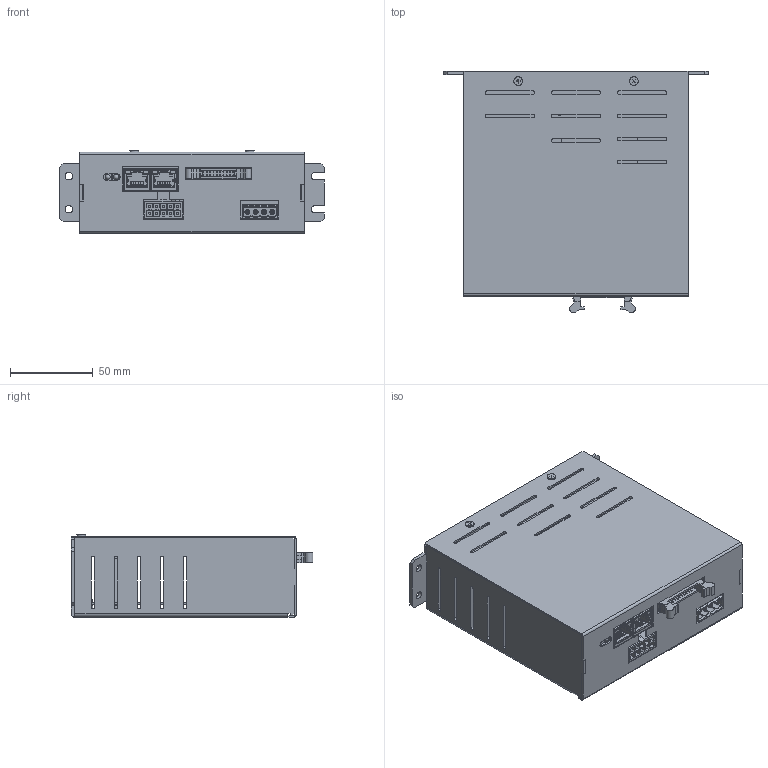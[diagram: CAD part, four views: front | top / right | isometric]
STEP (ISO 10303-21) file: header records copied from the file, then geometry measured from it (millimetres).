
FILE_DESCRIPTION( ( '' ), '1' );
FILE_NAME( 'DPE-XXX-2.stp', '2022-01-28T07:26:05', ( 'Dimamotor' ), ( 'Dimamotor' ), 'PSStep 17.0.49', ' ', ' ' );
FILE_SCHEMA( ( 'AUTOMOTIVE_DESIGN { 1 0 10303 214 1 1 1 1 }' ) );
Length unit declared in the file: millimetre
Products named in the file (47): 牛角20P-P2; 短耳; DPE_CN-750-2; PCB_CN_VerA; LED含座-G_AL-33-1R; LED含座-紅_AL-33-1R;     MSBR; 可變電阻; MEAA-D13-42; MEAA-D13-41; M3鉚釘-5.5高; PCB_P_T1; PCB_電源_T1; 4.2 mmHeaders-10P; PRT0001; IC_ikcm20l60gd; Assem1; M3X5半圓頭; M3x4L平頭; M3x30L_銅柱; MEAA-U18-16-Pop
Assembly tree (83 placements, depth 4):
  Assem1
    M3X5半圓頭  x4
    M3x4L平頭  x2
    M3x30L_銅柱  x4
    MEAA-U18-16-Pop
    MEAA-D13-42
      MEAA-D13-41
      M3鉚釘-5.5高  x5
    PCB_P_T1
      PCB_電源_T1
      4.2 mmHeaders-10P
      PRT0001
      IC_ikcm20l60gd
      IC_ikcm20l60gd
    DPE_CN-750-2
      PCB_CN_VerA
      LED含座-G_AL-33-1R
      LED含座-紅_AL-33-1R
          MSBR  x2
          MSBR  x2
          MSBR  x2
          MSBR  x2
          MSBR  x2
          MSBR  x2
          MSBR  x2
          MSBR  x2
          MSBR  x2
          MSBR  x2
          MSBR  x2
          MSBR  x2
          MSBR  x2
          MSBR  x2
          MSBR  x2
          MSBR  x2
          MSBR  x2
          MSBR  x2
          MSBR  x2
          MSBR  x2
          MSBR  x2
          MSBR  x2
          MSBR  x2
          MSBR  x2
          MSBR  x2
      可變電阻
      牛角20P-P2
        牛角20P-P2
        短耳  x2
Bounding box: 160 x 146.18 x 49.9 mm (x, y, z)
Volume: 158236 mm3; surface area: 212077.7 mm2
Topology: 79 solids, 79 shells, 2926 faces, 7800 edges, 5147 vertices
Faces by surface type: plane 2337, cylinder 479, cone 47, bspline 43, torus 18, sphere 2
Full cylindrical faces by diameter (mm): 0.6 x3, 0.644 x1, 0.7 x4, 0.827 x1, 1 x4, 1.2 x25, 1.5 x10, 1.6 x8, 2 x5, 2.459 x5, 2.5 x4, 3 x18, 3.39 x1, 3.4 x1, 3.5 x9, 4 x7, 4.2 x10, 4.5 x2, 5 x4, 5.35 x2, 6 x5, 9 x2
Entity records: 96657 total; most frequent: CARTESIAN_POINT 26915, ORIENTED_EDGE 8778, DIRECTION 8614, EDGE_CURVE 4389, PRESENTATION_STYLE_ASSIGNMENT 4227, COLOUR_RGB 4227, STYLED_ITEM 3570, LINE 3552
